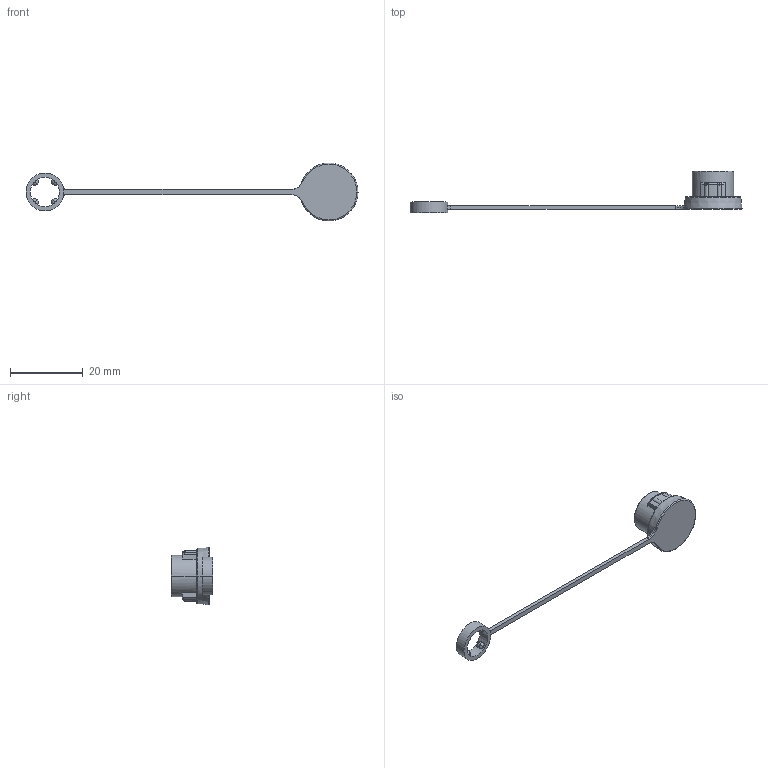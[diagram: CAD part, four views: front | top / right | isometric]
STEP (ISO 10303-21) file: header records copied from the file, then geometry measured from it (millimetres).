
FILE_DESCRIPTION(('CoCreate Modeling STEP Export'),'2;1');
FILE_NAME('HR30-7P-C.stp','2013-08-27T10:22:25',(''),(''),'CoCreate Modeling STEP processor for AP214 (Solid Model)','CoCreate Modeling 17.0 01-Apr-2010 (C) Parametric Technology GmbH','');
FILE_SCHEMA(('AUTOMOTIVE_DESIGN { 1 0 10303 214 1 1 1 1 }'));
Length unit declared in the file: millimetre
Products named in the file (1): HR30-7P-C
Bounding box: 91.16 x 11.5 x 15.93 mm (x, y, z)
Volume: 1329.3 mm3; surface area: 1530.8 mm2
Topology: 1 solids, 1 shells, 113 faces, 284 edges, 180 vertices
Faces by surface type: torus 36, cylinder 30, plane 28, sphere 8, cone 7, bspline 4
Entity records: 7999 total; most frequent: CARTESIAN_POINT 5593, ORIENTED_EDGE 568, DIRECTION 404, EDGE_CURVE 284, VERTEX_POINT 180, AXIS2_PLACEMENT_3D 172, EDGE_LOOP 122, FACE_OUTER_BOUND 113
